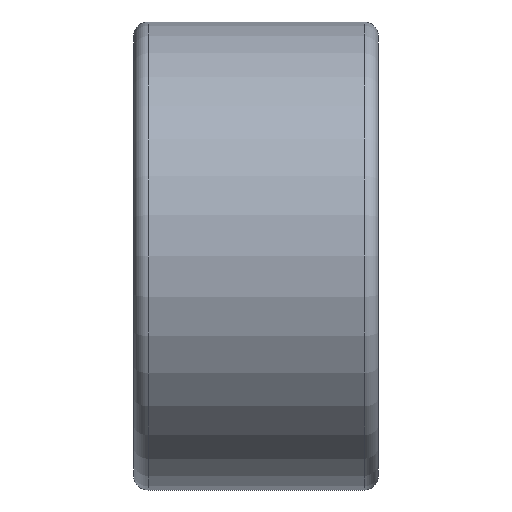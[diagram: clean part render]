
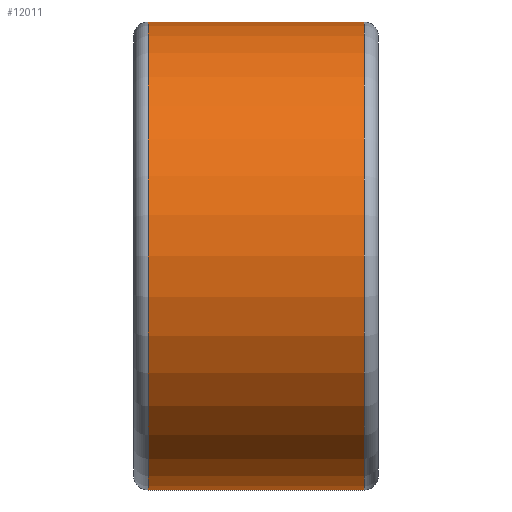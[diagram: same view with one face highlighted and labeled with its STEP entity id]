
A CAD part, front view. The second image highlights one B-rep face of the part: STEP entity #12011.
In plain terms, the highlighted cylindrical face has radius 32.5 mm (diameter 65 mm), a full revolution.
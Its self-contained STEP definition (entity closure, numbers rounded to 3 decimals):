
#1317=FACE_OUTER_BOUND('',#1999,.T.);
#1999=EDGE_LOOP('',(#8354,#8355,#8356,#8357,#8358));
#2741=LINE('',#15504,#3964);
#3964=VECTOR('',#13299,32.5);
#5204=CIRCLE('',#12750,32.5);
#5207=CIRCLE('',#12754,32.5);
#5208=CIRCLE('',#12755,32.5);
#5276=VERTEX_POINT('',#15490);
#5278=VERTEX_POINT('',#15496);
#5279=VERTEX_POINT('',#15497);
#6502=EDGE_CURVE('',#5276,#5276,#5204,.T.);
#6505=EDGE_CURVE('',#5278,#5279,#5207,.T.);
#6506=EDGE_CURVE('',#5279,#5278,#5208,.T.);
#6509=EDGE_CURVE('',#5278,#5276,#2741,.T.);
#8354=ORIENTED_EDGE('',*,*,#6505,.T.);
#8355=ORIENTED_EDGE('',*,*,#6506,.T.);
#8356=ORIENTED_EDGE('',*,*,#6509,.T.);
#8357=ORIENTED_EDGE('',*,*,#6502,.T.);
#8358=ORIENTED_EDGE('',*,*,#6509,.F.);
#11987=CYLINDRICAL_SURFACE('',#12758,32.5);
#12011=ADVANCED_FACE('',(#1317),#11987,.T.);
#12750=AXIS2_PLACEMENT_3D('',#15491,#13281,#13282);
#12754=AXIS2_PLACEMENT_3D('',#15498,#13289,#13290);
#12755=AXIS2_PLACEMENT_3D('',#15499,#13291,#13292);
#12758=AXIS2_PLACEMENT_3D('',#15503,#13297,#13298);
#13281=DIRECTION('center_axis',(-1.,0.,0.));
#13282=DIRECTION('ref_axis',(0.,0.,1.));
#13289=DIRECTION('center_axis',(1.,0.,0.));
#13290=DIRECTION('ref_axis',(0.,0.,-1.));
#13291=DIRECTION('center_axis',(1.,0.,0.));
#13292=DIRECTION('ref_axis',(0.,0.,-1.));
#13297=DIRECTION('center_axis',(-1.,0.,0.));
#13298=DIRECTION('ref_axis',(0.,0.,1.));
#13299=DIRECTION('',(1.,0.,0.));
#15490=CARTESIAN_POINT('',(15.,0.,-32.5));
#15491=CARTESIAN_POINT('Origin',(15.,0.,0.));
#15496=CARTESIAN_POINT('',(-15.,0.,-32.5));
#15497=CARTESIAN_POINT('',(-15.,0.,32.5));
#15498=CARTESIAN_POINT('Origin',(-15.,0.,0.));
#15499=CARTESIAN_POINT('Origin',(-15.,0.,0.));
#15503=CARTESIAN_POINT('Origin',(-39.347,0.,0.));
#15504=CARTESIAN_POINT('',(-39.347,0.,-32.5));
